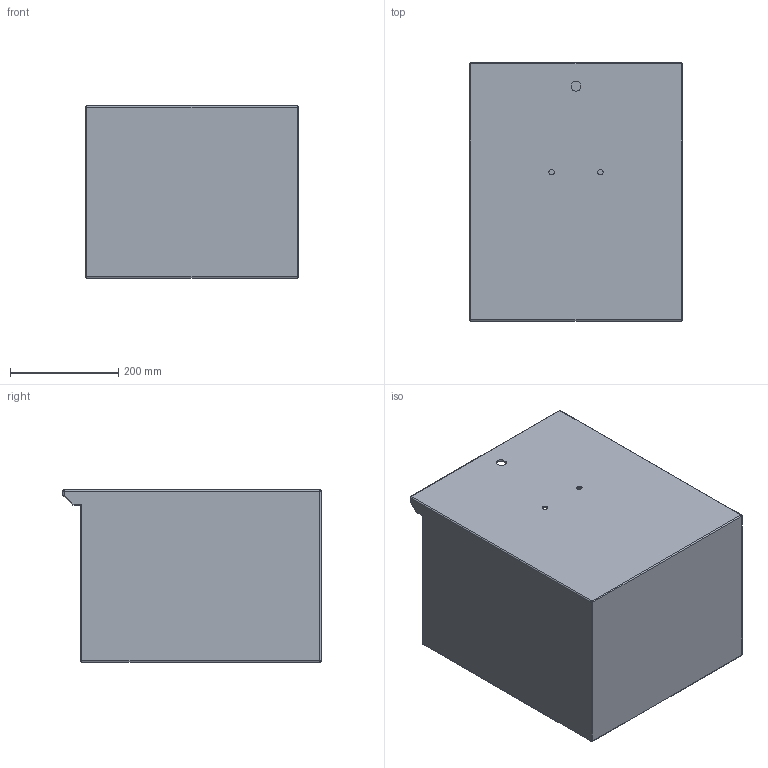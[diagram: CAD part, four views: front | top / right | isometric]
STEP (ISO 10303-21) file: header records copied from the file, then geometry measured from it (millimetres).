
FILE_DESCRIPTION (( 'STEP AP214' ), '1' );
FILE_NAME ('Drawer.STEP', '2024-08-01T01:52:34', ( '' ), ( '' ), 'SwSTEP 2.0', 'SolidWorks 2022', '' );
FILE_SCHEMA (( 'AUTOMOTIVE_DESIGN' ));
Length unit declared in the file: millimetre
Products named in the file (1): Drawer
Bounding box: 393 x 476.9 x 318 mm (x, y, z)
Volume: 2285356.9 mm3; surface area: 1526817.6 mm2
Topology: 1 solids, 1 shells, 67 faces, 169 edges, 96 vertices
Faces by surface type: cylinder 37, plane 20, sphere 10
Entity records: 1969 total; most frequent: DIRECTION 353, CARTESIAN_POINT 337, ORIENTED_EDGE 322, EDGE_CURVE 161, AXIS2_PLACEMENT_3D 128, LINE 97, VECTOR 97, VERTEX_POINT 96
